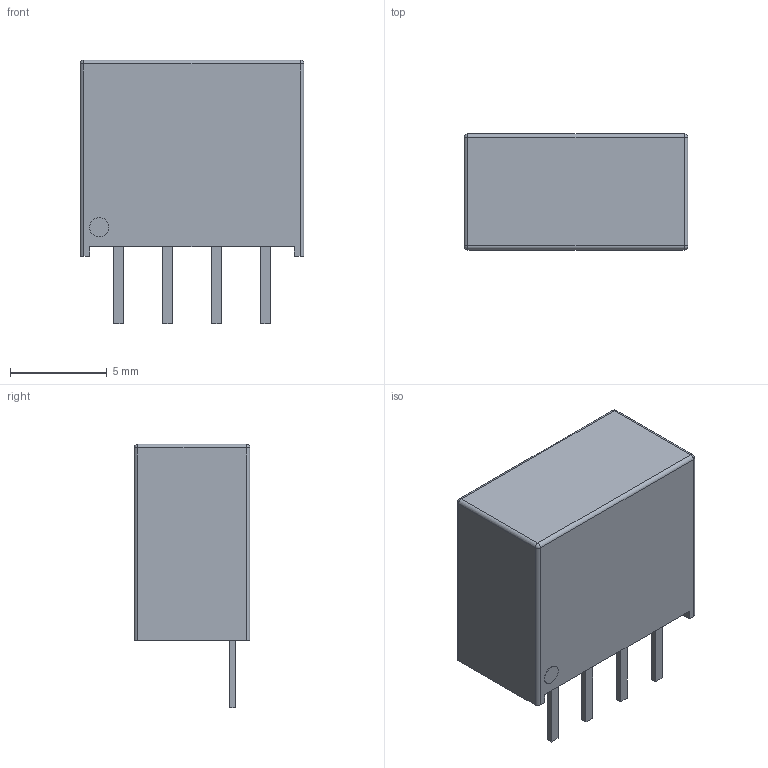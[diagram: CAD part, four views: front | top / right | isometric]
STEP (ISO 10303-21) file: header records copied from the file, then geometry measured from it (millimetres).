
FILE_DESCRIPTION (( 'STEP AP214' ), '1' );
FILE_NAME ('PWRM-TH_L11.6-W6.0-H10.2-P2.54.step', '2022-08-29T01:32:40', ( '' ), ( '' ), 'SwSTEP 2.0', 'SolidWorks 2020', '' );
FILE_SCHEMA (( 'AUTOMOTIVE_DESIGN' ));
Length unit declared in the file: millimetre
Products named in the file (1): PWRM-TH_L11.6-W6.0-H10.2-P2.54
Bounding box: 11.6 x 6 x 13.66 mm (x, y, z)
Volume: 677.1 mm3; surface area: 511.3 mm2
Topology: 1 solids, 1 shells, 269 faces, 721 edges, 474 vertices
Faces by surface type: plane 157, bspline 98, cylinder 10, sphere 4
Entity records: 11800 total; most frequent: CARTESIAN_POINT 2767, ORIENTED_EDGE 1434, DIRECTION 881, EDGE_CURVE 717, LINE 497, VECTOR 497, VERTEX_POINT 474, EDGE_LOOP 293
